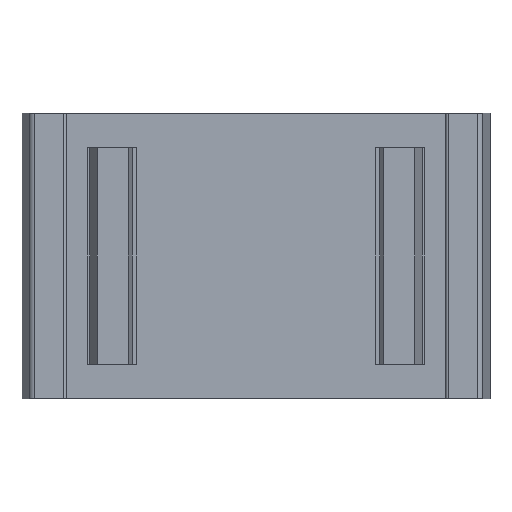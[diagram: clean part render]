
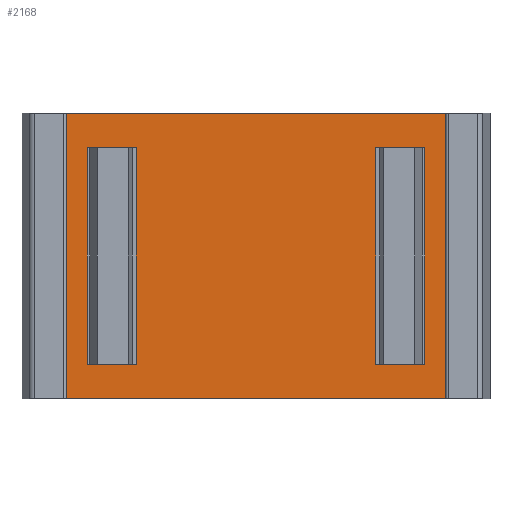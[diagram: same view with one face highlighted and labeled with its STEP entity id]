
A CAD part, front view. The second image highlights one B-rep face of the part: STEP entity #2168.
In plain terms, the highlighted planar face has unit normal (0, -1, 0).
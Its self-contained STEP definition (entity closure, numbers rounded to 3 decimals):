
#8 = VERTEX_POINT ( 'NONE', #4148 ) ;
#13 = EDGE_CURVE ( 'NONE', #1523, #3641, #8056, .T. ) ;
#310 = LINE ( 'NONE', #7839, #2611 ) ;
#336 = PLANE ( 'NONE',  #5861 ) ;
#456 = VERTEX_POINT ( 'NONE', #7710 ) ;
#467 = VECTOR ( 'NONE', #7321, 1000. ) ;
#490 = VECTOR ( 'NONE', #4779, 1000. ) ;
#558 = VECTOR ( 'NONE', #6454, 1000. ) ;
#741 = ORIENTED_EDGE ( 'NONE', *, *, #7496, .T. ) ;
#754 = ORIENTED_EDGE ( 'NONE', *, *, #832, .F. ) ;
#832 = EDGE_CURVE ( 'NONE', #8, #4714, #2732, .T. ) ;
#878 = EDGE_CURVE ( 'NONE', #456, #8, #2608, .T. ) ;
#1051 = CARTESIAN_POINT ( 'NONE',  ( 75.731, -0.199, 2.8 ) ) ;
#1176 = DIRECTION ( 'NONE',  ( -1., 0., 0. ) ) ;
#1224 = VERTEX_POINT ( 'NONE', #6416 ) ;
#1364 = CARTESIAN_POINT ( 'NONE',  ( 71.83, -0.199, 42.8 ) ) ;
#1439 = EDGE_LOOP ( 'NONE', ( #7840, #5107, #741, #3408 ) ) ;
#1444 = CARTESIAN_POINT ( 'NONE',  ( 5.628, -0.199, 49.2 ) ) ;
#1452 = DIRECTION ( 'NONE',  ( -1., 0., 0. ) ) ;
#1453 = EDGE_CURVE ( 'NONE', #4692, #1224, #2440, .T. ) ;
#1487 = ORIENTED_EDGE ( 'NONE', *, *, #3699, .F. ) ;
#1523 = VERTEX_POINT ( 'NONE', #1364 ) ;
#1803 = EDGE_LOOP ( 'NONE', ( #4587, #1487, #5548, #5926 ) ) ;
#1867 = LINE ( 'NONE', #4254, #3455 ) ;
#1892 = EDGE_CURVE ( 'NONE', #3857, #4714, #3220, .T. ) ;
#1966 = ORIENTED_EDGE ( 'NONE', *, *, #7663, .F. ) ;
#2036 = CARTESIAN_POINT ( 'NONE',  ( 5.628, -0.199, 127.553 ) ) ;
#2063 = FACE_BOUND ( 'NONE', #1439, .T. ) ;
#2076 = DIRECTION ( 'NONE',  ( 0., 0., -1. ) ) ;
#2111 = LINE ( 'NONE', #5193, #5158 ) ;
#2168 = ADVANCED_FACE ( 'NONE', ( #2230, #2063, #4651 ), #336, .T. ) ;
#2181 = VECTOR ( 'NONE', #5236, 1000. ) ;
#2204 = DIRECTION ( 'NONE',  ( 0., 0., 1. ) ) ;
#2223 = VECTOR ( 'NONE', #8059, 1000. ) ;
#2225 = CARTESIAN_POINT ( 'NONE',  ( 18.53, -0.199, 2.8 ) ) ;
#2230 = FACE_OUTER_BOUND ( 'NONE', #8061, .T. ) ;
#2440 = LINE ( 'NONE', #1051, #490 ) ;
#2608 = LINE ( 'NONE', #7617, #6772 ) ;
#2611 = VECTOR ( 'NONE', #2204, 1000. ) ;
#2648 = CARTESIAN_POINT ( 'NONE',  ( 75.731, -0.199, -3.6 ) ) ;
#2659 = VECTOR ( 'NONE', #1452, 1000. ) ;
#2684 = VERTEX_POINT ( 'NONE', #3494 ) ;
#2716 = VECTOR ( 'NONE', #2076, 1000. ) ;
#2732 = LINE ( 'NONE', #2648, #2181 ) ;
#2989 = VERTEX_POINT ( 'NONE', #6896 ) ;
#3220 = LINE ( 'NONE', #2036, #2716 ) ;
#3223 = CARTESIAN_POINT ( 'NONE',  ( 71.83, -0.199, 2.8 ) ) ;
#3358 = VECTOR ( 'NONE', #1176, 1000. ) ;
#3408 = ORIENTED_EDGE ( 'NONE', *, *, #3434, .F. ) ;
#3434 = EDGE_CURVE ( 'NONE', #2684, #5624, #7892, .T. ) ;
#3455 = VECTOR ( 'NONE', #3636, 1000. ) ;
#3494 = CARTESIAN_POINT ( 'NONE',  ( 62.83, -0.199, 42.8 ) ) ;
#3636 = DIRECTION ( 'NONE',  ( -1., 0., 0. ) ) ;
#3641 = VERTEX_POINT ( 'NONE', #3223 ) ;
#3699 = EDGE_CURVE ( 'NONE', #4692, #6798, #310, .T. ) ;
#3857 = VERTEX_POINT ( 'NONE', #6267 ) ;
#4076 = CARTESIAN_POINT ( 'NONE',  ( 75.731, -0.199, 127.553 ) ) ;
#4123 = DIRECTION ( 'NONE',  ( 0., 0., -1. ) ) ;
#4148 = CARTESIAN_POINT ( 'NONE',  ( 75.731, -0.199, -3.6 ) ) ;
#4254 = CARTESIAN_POINT ( 'NONE',  ( 71.83, -0.199, 42.8 ) ) ;
#4286 = CARTESIAN_POINT ( 'NONE',  ( 75.731, -0.199, 2.8 ) ) ;
#4587 = ORIENTED_EDGE ( 'NONE', *, *, #7343, .F. ) ;
#4610 = CARTESIAN_POINT ( 'NONE',  ( 18.53, -0.199, 42.8 ) ) ;
#4651 = FACE_BOUND ( 'NONE', #1803, .T. ) ;
#4692 = VERTEX_POINT ( 'NONE', #2225 ) ;
#4698 = LINE ( 'NONE', #4610, #2659 ) ;
#4714 = VERTEX_POINT ( 'NONE', #6495 ) ;
#4735 = DIRECTION ( 'NONE',  ( 0., -1., 0. ) ) ;
#4779 = DIRECTION ( 'NONE',  ( -1., 0., 0. ) ) ;
#4911 = LINE ( 'NONE', #4286, #3358 ) ;
#5107 = ORIENTED_EDGE ( 'NONE', *, *, #13, .T. ) ;
#5158 = VECTOR ( 'NONE', #7700, 1000. ) ;
#5193 = CARTESIAN_POINT ( 'NONE',  ( 9.53, -0.199, 127.553 ) ) ;
#5236 = DIRECTION ( 'NONE',  ( -1., 0., 0. ) ) ;
#5477 = CARTESIAN_POINT ( 'NONE',  ( 18.53, -0.199, 42.8 ) ) ;
#5543 = CARTESIAN_POINT ( 'NONE',  ( 62.83, -0.199, 127.553 ) ) ;
#5548 = ORIENTED_EDGE ( 'NONE', *, *, #1453, .T. ) ;
#5624 = VERTEX_POINT ( 'NONE', #7805 ) ;
#5861 = AXIS2_PLACEMENT_3D ( 'NONE', #4076, #4735, #4123 ) ;
#5926 = ORIENTED_EDGE ( 'NONE', *, *, #6328, .T. ) ;
#6267 = CARTESIAN_POINT ( 'NONE',  ( 5.628, -0.199, 49.2 ) ) ;
#6328 = EDGE_CURVE ( 'NONE', #1224, #2989, #2111, .T. ) ;
#6407 = ORIENTED_EDGE ( 'NONE', *, *, #1892, .T. ) ;
#6416 = CARTESIAN_POINT ( 'NONE',  ( 9.53, -0.199, 2.8 ) ) ;
#6454 = DIRECTION ( 'NONE',  ( 1., 0., 0. ) ) ;
#6495 = CARTESIAN_POINT ( 'NONE',  ( 5.628, -0.199, -3.6 ) ) ;
#6658 = EDGE_CURVE ( 'NONE', #1523, #2684, #1867, .T. ) ;
#6772 = VECTOR ( 'NONE', #7004, 1000. ) ;
#6798 = VERTEX_POINT ( 'NONE', #5477 ) ;
#6896 = CARTESIAN_POINT ( 'NONE',  ( 9.53, -0.199, 42.8 ) ) ;
#7004 = DIRECTION ( 'NONE',  ( 0., 0., -1. ) ) ;
#7321 = DIRECTION ( 'NONE',  ( 0., 0., -1. ) ) ;
#7343 = EDGE_CURVE ( 'NONE', #6798, #2989, #4698, .T. ) ;
#7361 = CARTESIAN_POINT ( 'NONE',  ( 71.83, -0.199, 127.553 ) ) ;
#7404 = ORIENTED_EDGE ( 'NONE', *, *, #878, .F. ) ;
#7496 = EDGE_CURVE ( 'NONE', #3641, #5624, #4911, .T. ) ;
#7617 = CARTESIAN_POINT ( 'NONE',  ( 75.731, -0.199, 127.553 ) ) ;
#7663 = EDGE_CURVE ( 'NONE', #3857, #456, #7770, .T. ) ;
#7700 = DIRECTION ( 'NONE',  ( 0., 0., 1. ) ) ;
#7710 = CARTESIAN_POINT ( 'NONE',  ( 75.731, -0.199, 49.2 ) ) ;
#7770 = LINE ( 'NONE', #1444, #558 ) ;
#7805 = CARTESIAN_POINT ( 'NONE',  ( 62.83, -0.199, 2.8 ) ) ;
#7839 = CARTESIAN_POINT ( 'NONE',  ( 18.53, -0.199, 127.553 ) ) ;
#7840 = ORIENTED_EDGE ( 'NONE', *, *, #6658, .F. ) ;
#7892 = LINE ( 'NONE', #5543, #2223 ) ;
#8056 = LINE ( 'NONE', #7361, #467 ) ;
#8059 = DIRECTION ( 'NONE',  ( 0., 0., -1. ) ) ;
#8061 = EDGE_LOOP ( 'NONE', ( #754, #7404, #1966, #6407 ) ) ;
